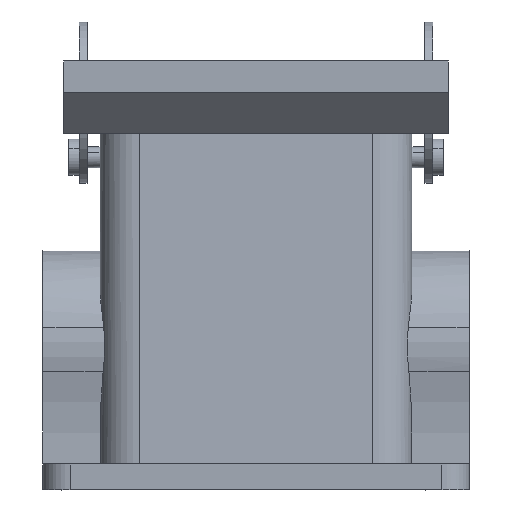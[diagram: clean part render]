
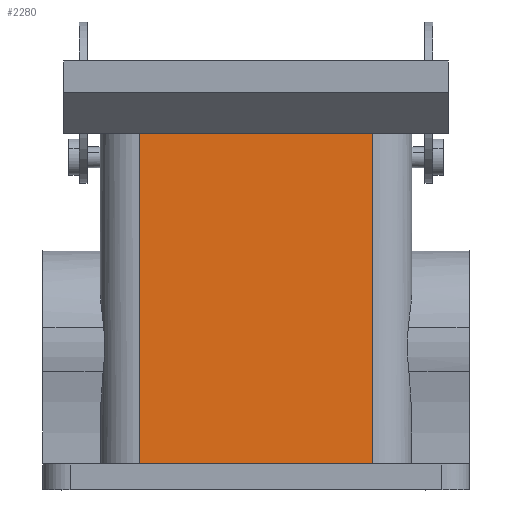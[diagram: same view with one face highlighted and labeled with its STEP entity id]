
A CAD part, left-side view. The second image highlights one B-rep face of the part: STEP entity #2280.
In plain terms, the highlighted planar face has unit normal (-0.999, 0, 0.035).
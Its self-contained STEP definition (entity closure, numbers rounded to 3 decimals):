
#2262=AXIS2_PLACEMENT_3D('Plane Axis2P3D',#2259,#2260,#2261) ;
#906=CARTESIAN_POINT('Line Origine',(19.5,41.,68.5)) ;
#910=CARTESIAN_POINT('Vertex',(19.5,63.5,68.5)) ;
#912=CARTESIAN_POINT('Vertex',(19.5,18.5,68.5)) ;
#1331=CARTESIAN_POINT('Vertex',(17.283,18.5,5.)) ;
#1334=CARTESIAN_POINT('Line Origine',(17.283,41.,5.)) ;
#1338=CARTESIAN_POINT('Vertex',(17.283,63.5,5.)) ;
#2259=CARTESIAN_POINT('Axis2P3D Location',(19.5,41.,68.5)) ;
#2264=CARTESIAN_POINT('Line Origine',(18.391,18.5,36.75)) ;
#2269=CARTESIAN_POINT('Line Origine',(18.391,63.5,36.75)) ;
#907=DIRECTION('Vector Direction',(0.,1.,0.)) ;
#1335=DIRECTION('Vector Direction',(0.,1.,0.)) ;
#2260=DIRECTION('Axis2P3D Direction',(-0.999,0.,0.035)) ;
#2261=DIRECTION('Axis2P3D XDirection',(0.,1.,0.)) ;
#2265=DIRECTION('Vector Direction',(-0.035,0.,-0.999)) ;
#2270=DIRECTION('Vector Direction',(-0.035,0.,-0.999)) ;
#908=VECTOR('Line Direction',#907,1.) ;
#1336=VECTOR('Line Direction',#1335,1.) ;
#2266=VECTOR('Line Direction',#2265,1.) ;
#2271=VECTOR('Line Direction',#2270,1.) ;
#2275=ORIENTED_EDGE('',*,*,#2268,.F.) ;
#2276=ORIENTED_EDGE('',*,*,#914,.F.) ;
#2277=ORIENTED_EDGE('',*,*,#2273,.F.) ;
#2278=ORIENTED_EDGE('',*,*,#1340,.F.) ;
#2280=ADVANCED_FACE('Housing',(#2279),#2263,.T.) ;
#914=EDGE_CURVE('',#911,#913,#909,.F.) ;
#1340=EDGE_CURVE('',#1332,#1339,#1337,.T.) ;
#2268=EDGE_CURVE('',#913,#1332,#2267,.T.) ;
#2273=EDGE_CURVE('',#1339,#911,#2272,.F.) ;
#2274=EDGE_LOOP('',(#2275,#2276,#2277,#2278)) ;
#2279=FACE_OUTER_BOUND('',#2274,.T.) ;
#909=LINE('Line',#906,#908) ;
#1337=LINE('Line',#1334,#1336) ;
#2267=LINE('Line',#2264,#2266) ;
#2272=LINE('Line',#2269,#2271) ;
#2263=PLANE('',#2262) ;
#911=VERTEX_POINT('',#910) ;
#913=VERTEX_POINT('',#912) ;
#1332=VERTEX_POINT('',#1331) ;
#1339=VERTEX_POINT('',#1338) ;
